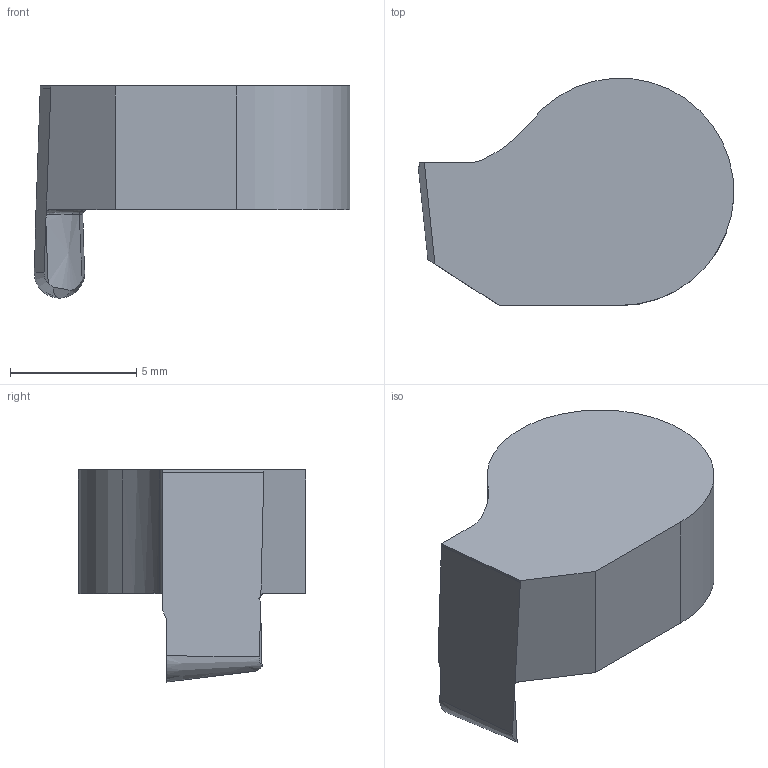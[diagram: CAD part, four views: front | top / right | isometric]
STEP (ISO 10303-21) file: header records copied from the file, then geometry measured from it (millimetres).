
FILE_DESCRIPTION(/* description */ (''),/* implementation_level */ '2;1');
FILE_NAME(/* name */ '1484146446147.stp',/* time_stamp */ '2017-01-11T15:54:09+01:00',/* author */ (''),/* organization */ ('SMS'),/* preprocessor_version */ 'ST-DEVELOPER v15',/* originating_system */ 'SIEMENS PLM Software NX 8.5',/* authorisation */ '');
FILE_SCHEMA (('AUTOMOTIVE_DESIGN { 1 0 10303 214 3 1 1 1 }'));
Length unit declared in the file: millimetre
Products named in the file (1): MB_09FBR200_10_14R_SIM
Bounding box: 12.49 x 8.99 x 8.4 mm (x, y, z)
Volume: 425.8 mm3; surface area: 369.9 mm2
Topology: 1 solids, 1 shells, 23 faces, 60 edges, 39 vertices
Faces by surface type: plane 15, cylinder 4, cone 3, torus 1
Entity records: 771 total; most frequent: CARTESIAN_POINT 208, ORIENTED_EDGE 120, DIRECTION 103, EDGE_CURVE 60, VERTEX_POINT 39, AXIS2_PLACEMENT_3D 35, LINE 33, VECTOR 33
